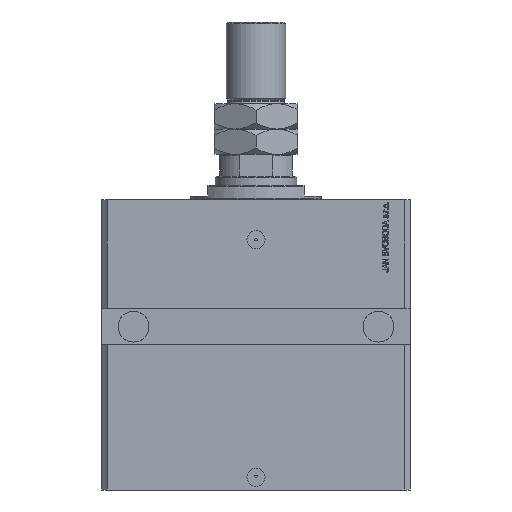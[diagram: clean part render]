
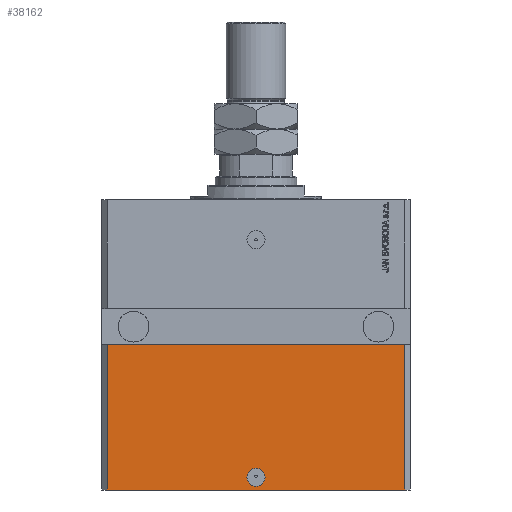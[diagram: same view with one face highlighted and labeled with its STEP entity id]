
A CAD part, front view. The second image highlights one B-rep face of the part: STEP entity #38162.
In plain terms, the highlighted planar face has unit normal (0, -1, 0).
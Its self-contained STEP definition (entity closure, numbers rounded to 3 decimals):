
#4350 = DIRECTION ( 'NONE',  ( 0., -1., 0. ) ) ;
#4397 = AXIS2_PLACEMENT_3D ( 'NONE', #22843, #46664, #30940 ) ;
#4489 = CIRCLE ( 'NONE', #23103, 5. ) ;
#5297 = ORIENTED_EDGE ( 'NONE', *, *, #30187, .F. ) ;
#5342 = VECTOR ( 'NONE', #28183, 1000. ) ;
#6662 = EDGE_LOOP ( 'NONE', ( #5297, #15309 ) ) ;
#7532 = ORIENTED_EDGE ( 'NONE', *, *, #9210, .F. ) ;
#7667 = EDGE_LOOP ( 'NONE', ( #45061, #7532, #8896, #41756 ) ) ;
#8896 = ORIENTED_EDGE ( 'NONE', *, *, #37683, .T. ) ;
#9210 = EDGE_CURVE ( 'NONE', #46864, #14079, #28636, .T. ) ;
#9599 = VERTEX_POINT ( 'NONE', #37932 ) ;
#9947 = VERTEX_POINT ( 'NONE', #39941 ) ;
#13578 = VERTEX_POINT ( 'NONE', #32403 ) ;
#14079 = VERTEX_POINT ( 'NONE', #30798 ) ;
#14172 = VERTEX_POINT ( 'NONE', #44189 ) ;
#15309 = ORIENTED_EDGE ( 'NONE', *, *, #16887, .F. ) ;
#16887 = EDGE_CURVE ( 'NONE', #13578, #9599, #4489, .T. ) ;
#17000 = CARTESIAN_POINT ( 'NONE',  ( -82., -70., -160. ) ) ;
#18716 = EDGE_CURVE ( 'NONE', #14079, #14172, #32722, .T. ) ;
#20803 = EDGE_CURVE ( 'NONE', #9947, #14172, #24563, .T. ) ;
#22843 = CARTESIAN_POINT ( 'NONE',  ( -82., -70., -160. ) ) ;
#23103 = AXIS2_PLACEMENT_3D ( 'NONE', #24076, #4350, #43334 ) ;
#24076 = CARTESIAN_POINT ( 'NONE',  ( 0., -70., -153. ) ) ;
#24563 = LINE ( 'NONE', #32922, #34564 ) ;
#24622 = CARTESIAN_POINT ( 'NONE',  ( -85., -70., -80. ) ) ;
#26226 = DIRECTION ( 'NONE',  ( 0., -1., 0. ) ) ;
#28183 = DIRECTION ( 'NONE',  ( 1., 0., 0. ) ) ;
#28636 = LINE ( 'NONE', #17000, #31802 ) ;
#30187 = EDGE_CURVE ( 'NONE', #9599, #13578, #37975, .T. ) ;
#30798 = CARTESIAN_POINT ( 'NONE',  ( -82., -70., -80. ) ) ;
#30940 = DIRECTION ( 'NONE',  ( 0., 0., -1. ) ) ;
#31031 = CARTESIAN_POINT ( 'NONE',  ( 0., -70., -153. ) ) ;
#31802 = VECTOR ( 'NONE', #32686, 1000. ) ;
#32403 = CARTESIAN_POINT ( 'NONE',  ( -5., -70., -153. ) ) ;
#32686 = DIRECTION ( 'NONE',  ( 0., 0., 1. ) ) ;
#32722 = LINE ( 'NONE', #24622, #5342 ) ;
#32922 = CARTESIAN_POINT ( 'NONE',  ( 82., -70., -160. ) ) ;
#34564 = VECTOR ( 'NONE', #43823, 1000. ) ;
#37683 = EDGE_CURVE ( 'NONE', #46864, #9947, #40657, .T. ) ;
#37932 = CARTESIAN_POINT ( 'NONE',  ( 5., -70., -153. ) ) ;
#37975 = CIRCLE ( 'NONE', #44459, 5. ) ;
#38162 = ADVANCED_FACE ( 'NONE', ( #42600, #38547 ), #46900, .T. ) ;
#38547 = FACE_OUTER_BOUND ( 'NONE', #7667, .T. ) ;
#39018 = CARTESIAN_POINT ( 'NONE',  ( -82., -70., -160. ) ) ;
#39941 = CARTESIAN_POINT ( 'NONE',  ( 82., -70., -160. ) ) ;
#40162 = DIRECTION ( 'NONE',  ( 1., 0., 0. ) ) ;
#40657 = LINE ( 'NONE', #44464, #49670 ) ;
#41756 = ORIENTED_EDGE ( 'NONE', *, *, #20803, .T. ) ;
#42600 = FACE_BOUND ( 'NONE', #6662, .T. ) ;
#43334 = DIRECTION ( 'NONE',  ( 1., 0., 0. ) ) ;
#43823 = DIRECTION ( 'NONE',  ( 0., 0., 1. ) ) ;
#44189 = CARTESIAN_POINT ( 'NONE',  ( 82., -70., -80. ) ) ;
#44459 = AXIS2_PLACEMENT_3D ( 'NONE', #31031, #26226, #49551 ) ;
#44464 = CARTESIAN_POINT ( 'NONE',  ( -82., -70., -160. ) ) ;
#45061 = ORIENTED_EDGE ( 'NONE', *, *, #18716, .F. ) ;
#46664 = DIRECTION ( 'NONE',  ( 0., -1., 0. ) ) ;
#46864 = VERTEX_POINT ( 'NONE', #39018 ) ;
#46900 = PLANE ( 'NONE',  #4397 ) ;
#49551 = DIRECTION ( 'NONE',  ( 1., 0., 0. ) ) ;
#49670 = VECTOR ( 'NONE', #40162, 1000. ) ;
